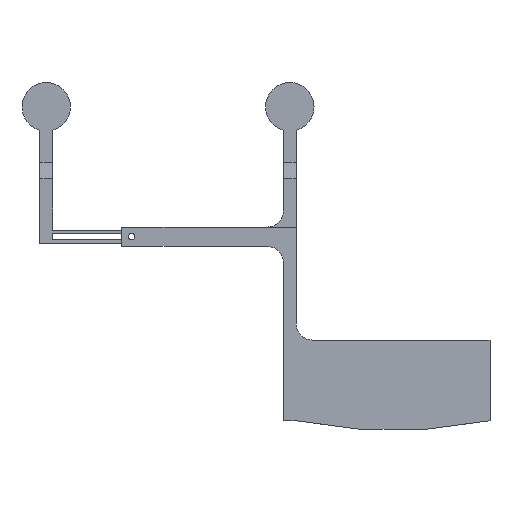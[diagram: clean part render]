
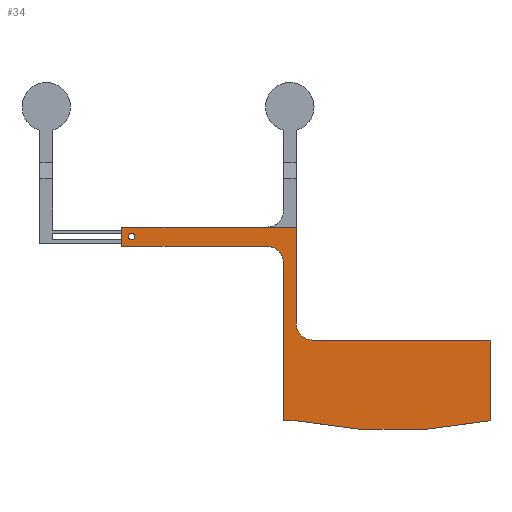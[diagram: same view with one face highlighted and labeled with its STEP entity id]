
A CAD part, top view. The second image highlights one B-rep face of the part: STEP entity #34.
In plain terms, the highlighted planar face has unit normal (0, 0, 1).
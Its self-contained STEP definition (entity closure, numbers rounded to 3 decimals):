
#10 = CIRCLE ( 'NONE', #345, 1. ) ;
#22 = DIRECTION ( 'NONE',  ( 1., 0., 0. ) ) ;
#30 = CARTESIAN_POINT ( 'NONE',  ( 60.682, -84.769, 3. ) ) ;
#34 = ADVANCED_FACE ( 'NONE', ( #729, #482 ), #860, .T. ) ;
#55 = LINE ( 'NONE', #1043, #211 ) ;
#58 = EDGE_CURVE ( 'NONE', #1074, #984, #864, .T. ) ;
#59 = CIRCLE ( 'NONE', #1207, 151.5 ) ;
#83 = LINE ( 'NONE', #1585, #999 ) ;
#92 = EDGE_CURVE ( 'NONE', #1074, #1420, #340, .T. ) ;
#106 = VECTOR ( 'NONE', #1114, 1000. ) ;
#111 = CARTESIAN_POINT ( 'NONE',  ( -8.318, -30.769, 3. ) ) ;
#120 = DIRECTION ( 'NONE',  ( 0., 0., 1. ) ) ;
#142 = LINE ( 'NONE', #895, #186 ) ;
#147 = VERTEX_POINT ( 'NONE', #1156 ) ;
#148 = LINE ( 'NONE', #645, #525 ) ;
#186 = VECTOR ( 'NONE', #1400, 1000. ) ;
#194 = CARTESIAN_POINT ( 'NONE',  ( 0.682, -24.769, 3. ) ) ;
#195 = DIRECTION ( 'NONE',  ( 1., 0., 0. ) ) ;
#203 = ORIENTED_EDGE ( 'NONE', *, *, #277, .F. ) ;
#211 = VECTOR ( 'NONE', #1269, 1000. ) ;
#217 = CARTESIAN_POINT ( 'NONE',  ( 5.682, -59.769, 3. ) ) ;
#277 = EDGE_CURVE ( 'NONE', #532, #859, #1157, .T. ) ;
#313 = AXIS2_PLACEMENT_3D ( 'NONE', #1560, #430, #195 ) ;
#317 = ORIENTED_EDGE ( 'NONE', *, *, #92, .F. ) ;
#340 = CIRCLE ( 'NONE', #1309, 5. ) ;
#345 = AXIS2_PLACEMENT_3D ( 'NONE', #639, #1399, #1152 ) ;
#351 = ORIENTED_EDGE ( 'NONE', *, *, #1239, .T. ) ;
#360 = CARTESIAN_POINT ( 'NONE',  ( -3.318, -35.769, 3. ) ) ;
#416 = ORIENTED_EDGE ( 'NONE', *, *, #58, .T. ) ;
#427 = EDGE_CURVE ( 'NONE', #1077, #546, #55, .T. ) ;
#430 = DIRECTION ( 'NONE',  ( 0., 0., 1. ) ) ;
#443 = CARTESIAN_POINT ( 'NONE',  ( 30.682, 63.731, 3. ) ) ;
#457 = DIRECTION ( 'NONE',  ( 0., -1., 0. ) ) ;
#459 = ORIENTED_EDGE ( 'NONE', *, *, #1583, .F. ) ;
#460 = DIRECTION ( 'NONE',  ( 0., 0., 1. ) ) ;
#482 = FACE_OUTER_BOUND ( 'NONE', #1503, .T. ) ;
#487 = EDGE_CURVE ( 'NONE', #780, #1561, #59, .T. ) ;
#525 = VECTOR ( 'NONE', #769, 1000. ) ;
#532 = VERTEX_POINT ( 'NONE', #842 ) ;
#546 = VERTEX_POINT ( 'NONE', #1571 ) ;
#547 = VECTOR ( 'NONE', #1245, 1000. ) ;
#550 = CIRCLE ( 'NONE', #867, 5. ) ;
#555 = ORIENTED_EDGE ( 'NONE', *, *, #427, .T. ) ;
#576 = VERTEX_POINT ( 'NONE', #194 ) ;
#590 = DIRECTION ( 'NONE',  ( 1., 0., 0. ) ) ;
#600 = VERTEX_POINT ( 'NONE', #956 ) ;
#629 = VECTOR ( 'NONE', #1085, 1000. ) ;
#633 = DIRECTION ( 'NONE',  ( 0., 0., 1. ) ) ;
#639 = CARTESIAN_POINT ( 'NONE',  ( -50.318, -27.769, 3. ) ) ;
#645 = CARTESIAN_POINT ( 'NONE',  ( -3.318, -24.769, 3. ) ) ;
#658 = VECTOR ( 'NONE', #22, 1000. ) ;
#669 = EDGE_CURVE ( 'NONE', #984, #1561, #1617, .T. ) ;
#692 = ORIENTED_EDGE ( 'NONE', *, *, #669, .T. ) ;
#696 = ORIENTED_EDGE ( 'NONE', *, *, #487, .F. ) ;
#714 = CARTESIAN_POINT ( 'NONE',  ( -3.318, -84.769, 3. ) ) ;
#717 = CARTESIAN_POINT ( 'NONE',  ( -53.318, -24.769, 3. ) ) ;
#726 = ORIENTED_EDGE ( 'NONE', *, *, #796, .T. ) ;
#729 = FACE_BOUND ( 'NONE', #937, .T. ) ;
#743 = DIRECTION ( 'NONE',  ( 1., 0., 0. ) ) ;
#745 = CARTESIAN_POINT ( 'NONE',  ( 5.682, -54.769, 3. ) ) ;
#769 = DIRECTION ( 'NONE',  ( -1., 0., 0. ) ) ;
#780 = VERTEX_POINT ( 'NONE', #30 ) ;
#796 = EDGE_CURVE ( 'NONE', #147, #576, #142, .T. ) ;
#842 = CARTESIAN_POINT ( 'NONE',  ( -49.318, -27.769, 3. ) ) ;
#859 = VERTEX_POINT ( 'NONE', #1071 ) ;
#860 = PLANE ( 'NONE',  #1205 ) ;
#864 = LINE ( 'NONE', #1491, #547 ) ;
#867 = AXIS2_PLACEMENT_3D ( 'NONE', #745, #460, #590 ) ;
#894 = CARTESIAN_POINT ( 'NONE',  ( 0.682, -84.769, 3. ) ) ;
#895 = CARTESIAN_POINT ( 'NONE',  ( 0.682, -24.769, 3. ) ) ;
#937 = EDGE_LOOP ( 'NONE', ( #203, #459 ) ) ;
#956 = CARTESIAN_POINT ( 'NONE',  ( 60.682, -59.769, 3. ) ) ;
#981 = CARTESIAN_POINT ( 'NONE',  ( -3.318, -84.769, 3. ) ) ;
#984 = VERTEX_POINT ( 'NONE', #714 ) ;
#999 = VECTOR ( 'NONE', #457, 1000. ) ;
#1017 = LINE ( 'NONE', #1255, #658 ) ;
#1043 = CARTESIAN_POINT ( 'NONE',  ( -53.318, -24.769, 3. ) ) ;
#1045 = EDGE_CURVE ( 'NONE', #600, #780, #83, .T. ) ;
#1064 = VERTEX_POINT ( 'NONE', #217 ) ;
#1071 = CARTESIAN_POINT ( 'NONE',  ( -51.318, -27.769, 3. ) ) ;
#1074 = VERTEX_POINT ( 'NONE', #360 ) ;
#1077 = VERTEX_POINT ( 'NONE', #717 ) ;
#1080 = EDGE_CURVE ( 'NONE', #1064, #600, #1588, .T. ) ;
#1085 = DIRECTION ( 'NONE',  ( 1., 0., 0. ) ) ;
#1090 = EDGE_CURVE ( 'NONE', #147, #1064, #550, .T. ) ;
#1114 = DIRECTION ( 'NONE',  ( 1., 0., 0. ) ) ;
#1117 = CARTESIAN_POINT ( 'NONE',  ( 0., -59.769, 3. ) ) ;
#1135 = DIRECTION ( 'NONE',  ( 1., 0., 0. ) ) ;
#1152 = DIRECTION ( 'NONE',  ( 1., 0., 0. ) ) ;
#1156 = CARTESIAN_POINT ( 'NONE',  ( 0.682, -54.769, 3. ) ) ;
#1157 = CIRCLE ( 'NONE', #313, 1. ) ;
#1205 = AXIS2_PLACEMENT_3D ( 'NONE', #1230, #120, #1135 ) ;
#1207 = AXIS2_PLACEMENT_3D ( 'NONE', #443, #1306, #1209 ) ;
#1209 = DIRECTION ( 'NONE',  ( -1., 0., 0. ) ) ;
#1212 = EDGE_CURVE ( 'NONE', #546, #1420, #1017, .T. ) ;
#1230 = CARTESIAN_POINT ( 'NONE',  ( 0., 0., 3. ) ) ;
#1239 = EDGE_CURVE ( 'NONE', #576, #1077, #148, .T. ) ;
#1245 = DIRECTION ( 'NONE',  ( 0., -1., 0. ) ) ;
#1255 = CARTESIAN_POINT ( 'NONE',  ( 0.682, -30.769, 3. ) ) ;
#1269 = DIRECTION ( 'NONE',  ( 0., -1., 0. ) ) ;
#1279 = CARTESIAN_POINT ( 'NONE',  ( -8.318, -35.769, 3. ) ) ;
#1306 = DIRECTION ( 'NONE',  ( 0., 0., -1. ) ) ;
#1309 = AXIS2_PLACEMENT_3D ( 'NONE', #1279, #633, #743 ) ;
#1367 = ORIENTED_EDGE ( 'NONE', *, *, #1045, .F. ) ;
#1399 = DIRECTION ( 'NONE',  ( 0., 0., 1. ) ) ;
#1400 = DIRECTION ( 'NONE',  ( 0., 1., 0. ) ) ;
#1420 = VERTEX_POINT ( 'NONE', #111 ) ;
#1430 = ORIENTED_EDGE ( 'NONE', *, *, #1090, .F. ) ;
#1491 = CARTESIAN_POINT ( 'NONE',  ( -3.318, -24.769, 3. ) ) ;
#1503 = EDGE_LOOP ( 'NONE', ( #1430, #726, #351, #555, #1576, #317, #416, #692, #696, #1367, #1620 ) ) ;
#1560 = CARTESIAN_POINT ( 'NONE',  ( -50.318, -27.769, 3. ) ) ;
#1561 = VERTEX_POINT ( 'NONE', #894 ) ;
#1571 = CARTESIAN_POINT ( 'NONE',  ( -53.318, -30.769, 3. ) ) ;
#1576 = ORIENTED_EDGE ( 'NONE', *, *, #1212, .T. ) ;
#1583 = EDGE_CURVE ( 'NONE', #859, #532, #10, .T. ) ;
#1585 = CARTESIAN_POINT ( 'NONE',  ( 60.682, 0., 3. ) ) ;
#1588 = LINE ( 'NONE', #1117, #629 ) ;
#1617 = LINE ( 'NONE', #981, #106 ) ;
#1620 = ORIENTED_EDGE ( 'NONE', *, *, #1080, .F. ) ;
